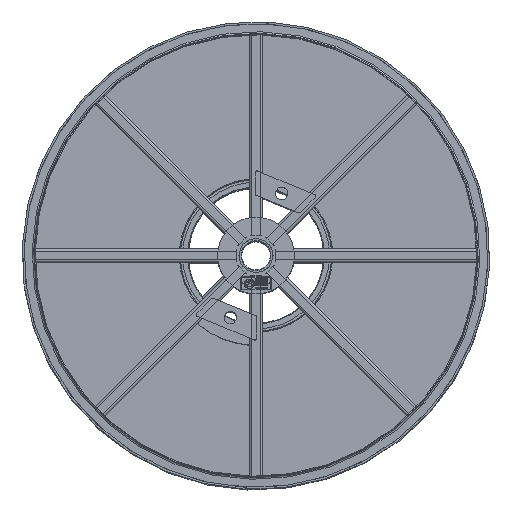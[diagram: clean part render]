
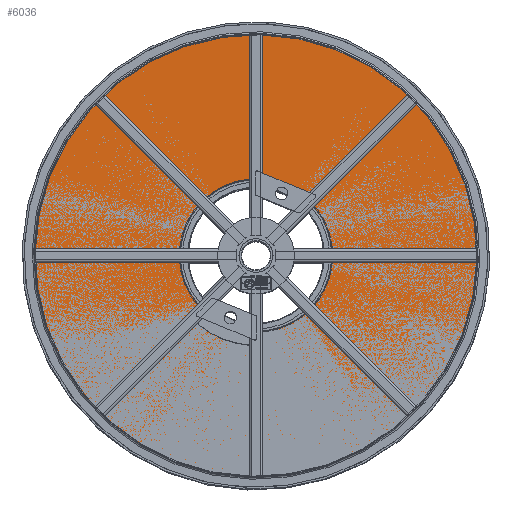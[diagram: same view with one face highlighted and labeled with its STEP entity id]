
A CAD part, top view. The second image highlights one B-rep face of the part: STEP entity #6036.
In plain terms, the highlighted face is planar.
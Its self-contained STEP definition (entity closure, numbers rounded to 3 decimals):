
#418=LINE('',#9156,#971);
#419=LINE('',#9188,#972);
#433=LINE('',#9267,#986);
#971=VECTOR('',#7302,10.);
#972=VECTOR('',#7329,10.);
#986=VECTOR('',#7399,10.);
#1604=FACE_BOUND('',#2055,.T.);
#1689=FACE_OUTER_BOUND('',#2054,.T.);
#2054=EDGE_LOOP('',(#4223));
#2055=EDGE_LOOP('',(#4224,#4225,#4226,#4227,#4228,#4229,#4230,#4231));
#2462=CIRCLE('',#6589,11.);
#2465=CIRCLE('',#6593,468.856);
#2468=CIRCLE('',#6597,11.);
#2473=CIRCLE('',#6609,395.261);
#2483=CIRCLE('',#6625,395.261);
#2484=CIRCLE('',#6627,1159.);
#2696=VERTEX_POINT('',#9140);
#2699=VERTEX_POINT('',#9154);
#2701=VERTEX_POINT('',#9159);
#2703=VERTEX_POINT('',#9165);
#2705=VERTEX_POINT('',#9171);
#2707=VERTEX_POINT('',#9177);
#2714=VERTEX_POINT('',#9213);
#2723=VERTEX_POINT('',#9261);
#2724=VERTEX_POINT('',#9265);
#3269=EDGE_CURVE('',#2699,#2696,#418,.T.);
#3271=EDGE_CURVE('',#2701,#2699,#2462,.T.);
#3274=EDGE_CURVE('',#2703,#2701,#2465,.T.);
#3277=EDGE_CURVE('',#2705,#2703,#2468,.T.);
#3280=EDGE_CURVE('',#2707,#2705,#419,.T.);
#3293=EDGE_CURVE('',#2696,#2714,#2473,.T.);
#3309=EDGE_CURVE('',#2723,#2707,#2483,.T.);
#3310=EDGE_CURVE('',#2724,#2724,#2484,.T.);
#3311=EDGE_CURVE('',#2723,#2714,#433,.T.);
#4223=ORIENTED_EDGE('',*,*,#3310,.F.);
#4224=ORIENTED_EDGE('',*,*,#3280,.F.);
#4225=ORIENTED_EDGE('',*,*,#3309,.F.);
#4226=ORIENTED_EDGE('',*,*,#3311,.T.);
#4227=ORIENTED_EDGE('',*,*,#3293,.F.);
#4228=ORIENTED_EDGE('',*,*,#3269,.F.);
#4229=ORIENTED_EDGE('',*,*,#3271,.F.);
#4230=ORIENTED_EDGE('',*,*,#3274,.F.);
#4231=ORIENTED_EDGE('',*,*,#3277,.F.);
#5791=PLANE('',#6626);
#6036=ADVANCED_FACE('',(#1689,#1604),#5791,.F.);
#6589=AXIS2_PLACEMENT_3D('',#9161,#7307,#7308);
#6593=AXIS2_PLACEMENT_3D('',#9167,#7315,#7316);
#6597=AXIS2_PLACEMENT_3D('',#9173,#7323,#7324);
#6609=AXIS2_PLACEMENT_3D('',#9214,#7357,#7358);
#6625=AXIS2_PLACEMENT_3D('',#9263,#7393,#7394);
#6626=AXIS2_PLACEMENT_3D('',#9264,#7395,#7396);
#6627=AXIS2_PLACEMENT_3D('',#9266,#7397,#7398);
#7302=DIRECTION('',(0.,0.975,0.224));
#7307=DIRECTION('center_axis',(-1.,0.,0.));
#7308=DIRECTION('ref_axis',(0.,-0.853,0.521));
#7315=DIRECTION('center_axis',(-1.,0.,0.));
#7316=DIRECTION('ref_axis',(0.,-0.855,-0.519));
#7323=DIRECTION('center_axis',(-1.,0.,0.));
#7324=DIRECTION('ref_axis',(0.,0.069,-0.998));
#7329=DIRECTION('',(0.,-0.649,-0.761));
#7357=DIRECTION('center_axis',(-1.,0.,0.));
#7358=DIRECTION('ref_axis',(0.,0.591,0.807));
#7393=DIRECTION('center_axis',(-1.,0.,0.));
#7394=DIRECTION('ref_axis',(0.,0.591,0.807));
#7395=DIRECTION('center_axis',(1.,0.,0.));
#7396=DIRECTION('ref_axis',(0.,0.591,0.807));
#7397=DIRECTION('center_axis',(1.,0.,0.));
#7398=DIRECTION('ref_axis',(0.,0.591,0.807));
#7399=DIRECTION('',(0.,0.988,0.153));
#9140=CARTESIAN_POINT('',(-5.,-385.419,-87.657));
#9154=CARTESIAN_POINT('',(-5.,-446.314,-101.669));
#9156=CARTESIAN_POINT('',(-5.,-192.822,-43.341));
#9159=CARTESIAN_POINT('',(-5.,-454.511,-115.089));
#9161=CARTESIAN_POINT('Origin',(-5.,-443.848,-112.389));
#9165=CARTESIAN_POINT('',(-5.,-311.88,-350.081));
#9167=CARTESIAN_POINT('Origin',(-5.,0.,0.));
#9171=CARTESIAN_POINT('',(-5.,-296.192,-349.004));
#9173=CARTESIAN_POINT('Origin',(-5.,-304.563,-341.868));
#9177=CARTESIAN_POINT('',(-5.,-255.655,-301.45));
#9188=CARTESIAN_POINT('',(-5.,-150.995,-178.673));
#9213=CARTESIAN_POINT('',(-5.,82.014,-386.659));
#9214=CARTESIAN_POINT('Origin',(-5.,0.,0.));
#9261=CARTESIAN_POINT('',(-5.,38.531,-393.379));
#9263=CARTESIAN_POINT('Origin',(-5.,0.,0.));
#9264=CARTESIAN_POINT('Origin',(-5.,0.,0.));
#9265=CARTESIAN_POINT('',(-5.,-684.759,-935.086));
#9266=CARTESIAN_POINT('Origin',(-5.,0.,0.));
#9267=CARTESIAN_POINT('',(-5.,38.531,-393.379));
